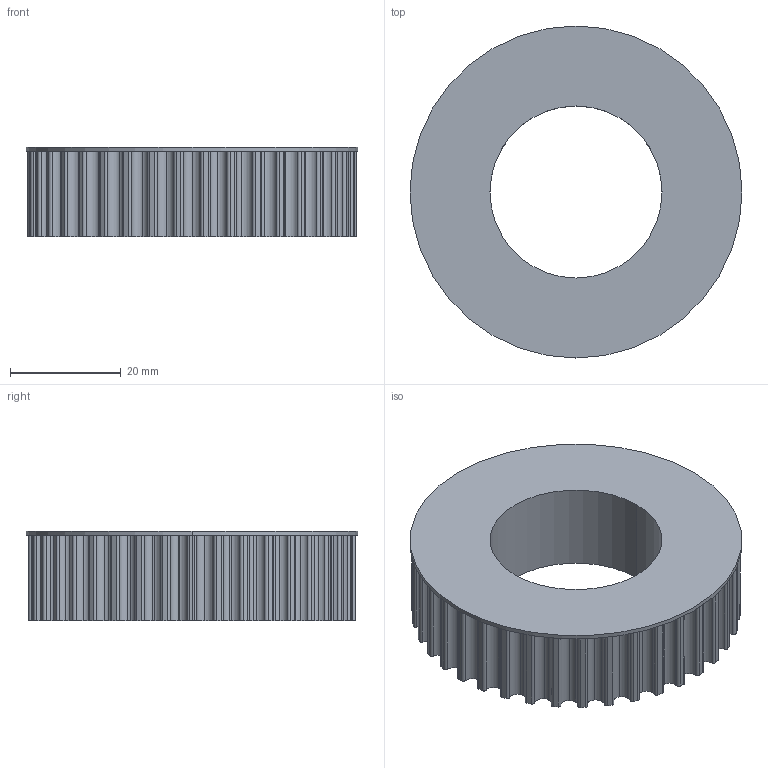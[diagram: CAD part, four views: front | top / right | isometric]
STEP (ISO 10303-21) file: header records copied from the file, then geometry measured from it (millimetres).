
FILE_DESCRIPTION (( 'STEP AP203' ), '1' );
FILE_NAME ('38htd5m.STEP', '2018-08-02T06:10:48', ( '' ), ( '' ), 'SwSTEP 2.0', 'SolidWorks 2017', '' );
FILE_SCHEMA (( 'CONFIG_CONTROL_DESIGN' ));
Length unit declared in the file: millimetre
Products named in the file (1): 38htd5m
Bounding box: 60 x 60 x 16.15 mm (x, y, z)
Volume: 29010.6 mm3; surface area: 10204.9 mm2
Topology: 1 solids, 1 shells, 238 faces, 705 edges, 470 vertices
Faces by surface type: cylinder 235, plane 3
Entity records: 8340 total; most frequent: DIRECTION 1653, CARTESIAN_POINT 1414, ORIENTED_EDGE 1410, AXIS2_PLACEMENT_3D 709, EDGE_CURVE 705, CIRCLE 470, VERTEX_POINT 470, EDGE_LOOP 241
